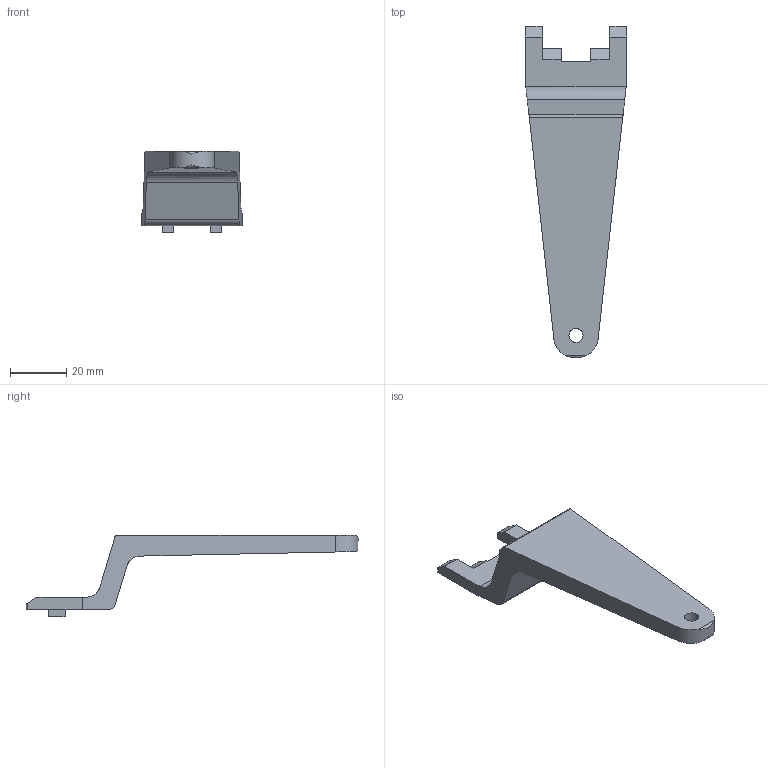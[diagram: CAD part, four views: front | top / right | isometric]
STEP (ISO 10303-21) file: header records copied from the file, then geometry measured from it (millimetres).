
FILE_DESCRIPTION (( 'STEP AP203' ), '1' );
FILE_NAME ('A-318-H.STEP', '2009-11-10T01:53:41', ( ' ' ), ( ' ' ), 'SwSTEP 2.0', 'SolidWorks 2007', '' );
FILE_SCHEMA (( 'CONFIG_CONTROL_DESIGN' ));
Length unit declared in the file: millimetre
Products named in the file (1): A-318-H
Bounding box: 36 x 118 x 29 mm (x, y, z)
Volume: 21742.8 mm3; surface area: 8873 mm2
Topology: 1 solids, 1 shells, 46 faces, 134 edges, 90 vertices
Faces by surface type: plane 31, cylinder 15
Entity records: 1621 total; most frequent: CARTESIAN_POINT 369, ORIENTED_EDGE 268, DIRECTION 216, EDGE_CURVE 134, VECTOR 102, LINE 102, VERTEX_POINT 90, AXIS2_PLACEMENT_3D 57
